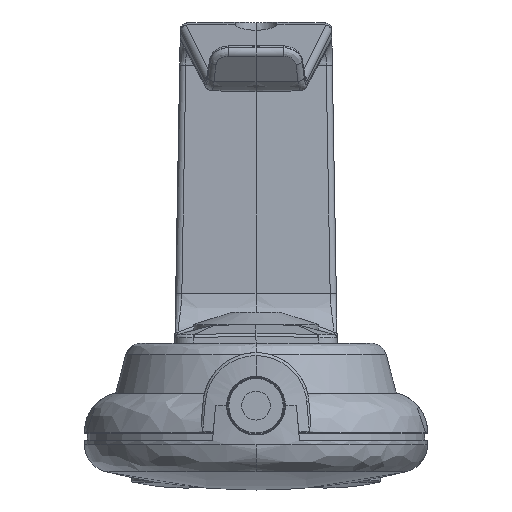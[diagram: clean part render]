
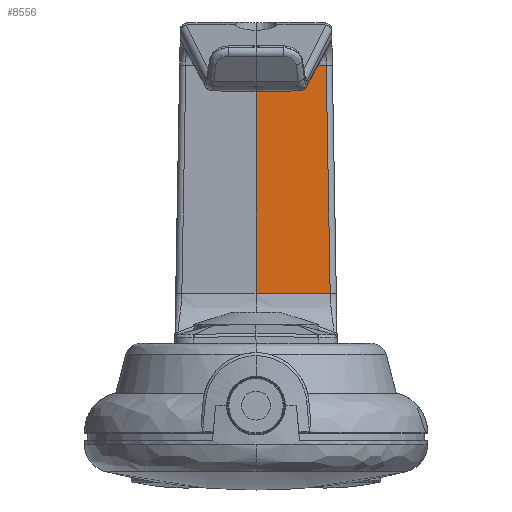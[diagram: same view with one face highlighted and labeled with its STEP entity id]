
A CAD part, left-side view. The second image highlights one B-rep face of the part: STEP entity #8556.
In plain terms, the highlighted planar face has unit normal (-1, -0.018, 0).
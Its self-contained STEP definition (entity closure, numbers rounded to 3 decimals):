
#223 = DIRECTION ( 'NONE',  ( -0.017, 1., 0. ) ) ;
#224 = VECTOR ( 'NONE', #223, 1000. ) ;
#225 = CARTESIAN_POINT ( 'NONE',  ( 32.399, 0., 22.5 ) ) ;
#226 = LINE ( 'NONE', #225, #224 ) ;
#272 = CARTESIAN_POINT ( 'NONE',  ( 32.399, 0., 59. ) ) ;
#282 = CARTESIAN_POINT ( 'NONE',  ( 32.399, 0., 22.5 ) ) ;
#283 = DIRECTION ( 'NONE',  ( 0., 0., 1. ) ) ;
#284 = VECTOR ( 'NONE', #283, 1000. ) ;
#285 = CARTESIAN_POINT ( 'NONE',  ( 32.399, 0., 20.669 ) ) ;
#286 = DIRECTION ( 'NONE',  ( -0.017, 1., 0. ) ) ;
#287 = DIRECTION ( 'NONE',  ( 1., 0.017, 0. ) ) ;
#288 = CARTESIAN_POINT ( 'NONE',  ( 32.399, 0., 20.669 ) ) ;
#289 = AXIS2_PLACEMENT_3D ( 'NONE', #288, #287, #286 ) ;
#290 = PLANE ( 'NONE',  #289 ) ;
#291 = LINE ( 'NONE', #285, #284 ) ;
#292 = FACE_OUTER_BOUND ( 'NONE', #8557, .T. ) ;
#326 = DIRECTION ( 'NONE',  ( -0.017, 1., 0. ) ) ;
#327 = VECTOR ( 'NONE', #326, 1000. ) ;
#328 = CARTESIAN_POINT ( 'NONE',  ( 8742.476, -499000., 59. ) ) ;
#329 = LINE ( 'NONE', #328, #327 ) ;
#8013 = EDGE_CURVE ( 'NONE', #8042, #8014, #19952, .T. ) ;
#8014 = VERTEX_POINT ( 'NONE', #19948 ) ;
#8042 = VERTEX_POINT ( 'NONE', #20079 ) ;
#8532 = EDGE_CURVE ( 'NONE', #8014, #8567, #226, .T. ) ;
#8556 = ADVANCED_FACE ( 'NONE', ( #292 ), #290, .F. ) ;
#8557 = EDGE_LOOP ( 'NONE', ( #8560, #8563, #8565, #8568 ) ) ;
#8560 = ORIENTED_EDGE ( 'NONE', *, *, #8013, .F. ) ;
#8563 = ORIENTED_EDGE ( 'NONE', *, *, #8582, .T. ) ;
#8565 = ORIENTED_EDGE ( 'NONE', *, *, #8566, .F. ) ;
#8566 = EDGE_CURVE ( 'NONE', #8567, #8579, #291, .T. ) ;
#8567 = VERTEX_POINT ( 'NONE', #282 ) ;
#8568 = ORIENTED_EDGE ( 'NONE', *, *, #8532, .F. ) ;
#8579 = VERTEX_POINT ( 'NONE', #272 ) ;
#8582 = EDGE_CURVE ( 'NONE', #8042, #8579, #329, .T. ) ;
#19948 = CARTESIAN_POINT ( 'NONE',  ( 32.606, -11.878, 22.5 ) ) ;
#19949 = DIRECTION ( 'NONE',  ( 0., -0.017, -1. ) ) ;
#19950 = VECTOR ( 'NONE', #19949, 1000. ) ;
#19951 = CARTESIAN_POINT ( 'NONE',  ( 32.606, -11.878, 22.5 ) ) ;
#19952 = LINE ( 'NONE', #19951, #19950 ) ;
#20079 = CARTESIAN_POINT ( 'NONE',  ( 32.595, -11.241, 59. ) ) ;
